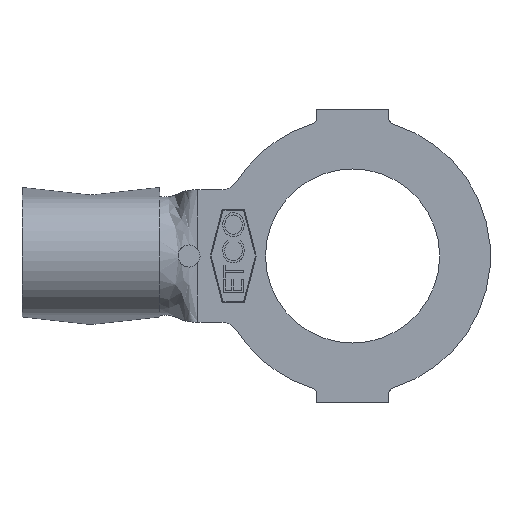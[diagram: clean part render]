
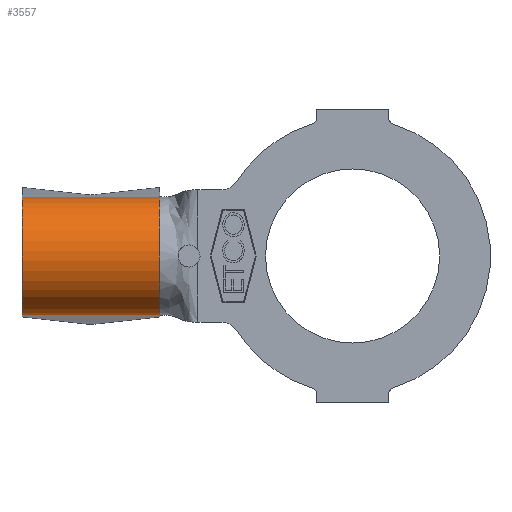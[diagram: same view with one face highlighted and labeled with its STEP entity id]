
A CAD part, front view. The second image highlights one B-rep face of the part: STEP entity #3557.
In plain terms, the highlighted cylindrical face has radius 1.702 mm (diameter 3.404 mm), a partial arc.
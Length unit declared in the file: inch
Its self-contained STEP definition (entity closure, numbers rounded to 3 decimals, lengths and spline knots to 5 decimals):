
#143 = CARTESIAN_POINT ( 'NONE',  ( -0.374, 0.0596, -0.06659 ) ) ;
#203 = EDGE_CURVE ( 'NONE', #4930, #5664, #4846, .T. ) ;
#294 = CARTESIAN_POINT ( 'NONE',  ( -0.218, 0.0596, 0.06659 ) ) ;
#629 = LINE ( 'NONE', #143, #2884 ) ;
#662 = CARTESIAN_POINT ( 'NONE',  ( -0.374, 0.067, 0. ) ) ;
#819 = ORIENTED_EDGE ( 'NONE', *, *, #4566, .F. ) ;
#918 = CARTESIAN_POINT ( 'NONE',  ( -0.218, 0.0596, -0.06659 ) ) ;
#1101 = DIRECTION ( 'NONE',  ( 0., 0., -1. ) ) ;
#1397 = EDGE_CURVE ( 'NONE', #2191, #3822, #2764, .T. ) ;
#1529 = CYLINDRICAL_SURFACE ( 'NONE', #4021, 0.067 ) ;
#1566 = ORIENTED_EDGE ( 'NONE', *, *, #1397, .T. ) ;
#1798 = CARTESIAN_POINT ( 'NONE',  ( -0.374, 0.0596, -0.06659 ) ) ;
#2136 = AXIS2_PLACEMENT_3D ( 'NONE', #662, #3819, #1101 ) ;
#2191 = VERTEX_POINT ( 'NONE', #4686 ) ;
#2200 = DIRECTION ( 'NONE',  ( 1., 0., 0. ) ) ;
#2363 = VECTOR ( 'NONE', #5893, 39.37008 ) ;
#2478 = AXIS2_PLACEMENT_3D ( 'NONE', #4922, #2200, #5401 ) ;
#2501 = LINE ( 'NONE', #4079, #2363 ) ;
#2764 = CIRCLE ( 'NONE', #2136, 0.067 ) ;
#2816 = ORIENTED_EDGE ( 'NONE', *, *, #203, .F. ) ;
#2884 = VECTOR ( 'NONE', #5142, 39.37008 ) ;
#3557 = ADVANCED_FACE ( 'NONE', ( #4006 ), #1529, .T. ) ;
#3819 = DIRECTION ( 'NONE',  ( 1., 0., 0. ) ) ;
#3822 = VERTEX_POINT ( 'NONE', #1798 ) ;
#3845 = DIRECTION ( 'NONE',  ( 0., 0., -1. ) ) ;
#4006 = FACE_OUTER_BOUND ( 'NONE', #5199, .T. ) ;
#4021 = AXIS2_PLACEMENT_3D ( 'NONE', #5693, #5227, #3845 ) ;
#4079 = CARTESIAN_POINT ( 'NONE',  ( -0.374, 0.0596, 0.06659 ) ) ;
#4566 = EDGE_CURVE ( 'NONE', #2191, #4930, #2501, .T. ) ;
#4617 = ORIENTED_EDGE ( 'NONE', *, *, #5814, .T. ) ;
#4686 = CARTESIAN_POINT ( 'NONE',  ( -0.374, 0.0596, 0.06659 ) ) ;
#4846 = CIRCLE ( 'NONE', #2478, 0.067 ) ;
#4922 = CARTESIAN_POINT ( 'NONE',  ( -0.218, 0.067, 0. ) ) ;
#4930 = VERTEX_POINT ( 'NONE', #294 ) ;
#5142 = DIRECTION ( 'NONE',  ( 1., 0., 0. ) ) ;
#5199 = EDGE_LOOP ( 'NONE', ( #2816, #819, #1566, #4617 ) ) ;
#5227 = DIRECTION ( 'NONE',  ( 1., 0., 0. ) ) ;
#5401 = DIRECTION ( 'NONE',  ( 0., 0., -1. ) ) ;
#5664 = VERTEX_POINT ( 'NONE', #918 ) ;
#5693 = CARTESIAN_POINT ( 'NONE',  ( -0.374, 0.067, 0. ) ) ;
#5814 = EDGE_CURVE ( 'NONE', #3822, #5664, #629, .T. ) ;
#5893 = DIRECTION ( 'NONE',  ( 1., 0., 0. ) ) ;
